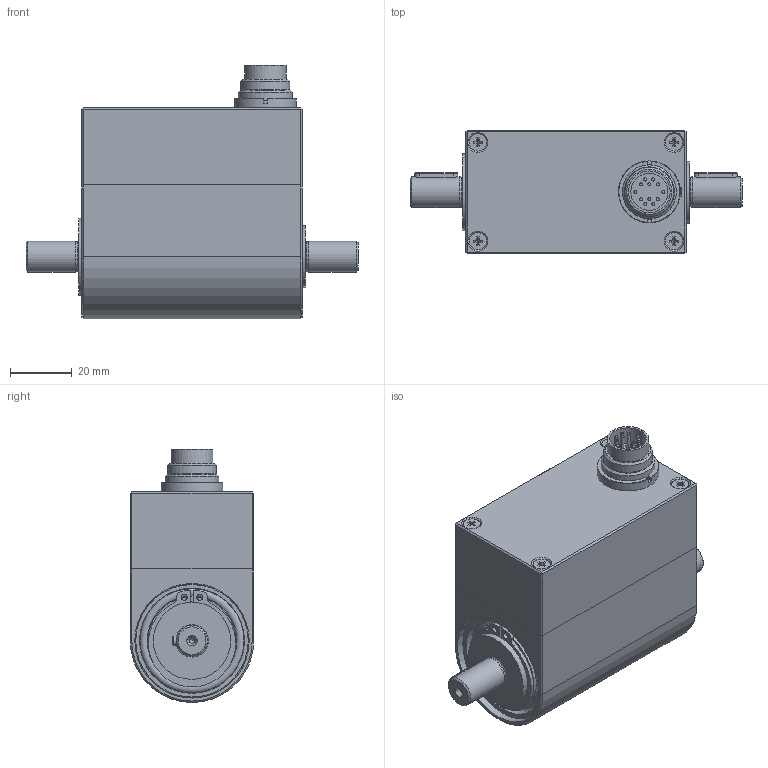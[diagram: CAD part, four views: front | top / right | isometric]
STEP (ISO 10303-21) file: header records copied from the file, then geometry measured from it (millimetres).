
FILE_DESCRIPTION( ( 'Unknown' ), '1' );
FILE_NAME( '2318-Z08_DOC-00101672.stp', 'Unknown', ( 'Unknown' ), ( 'Unknown' ), 'PSStep 17.0.49', 'Unknown', ' ' );
FILE_SCHEMA( ( 'AUTOMOTIVE_DESIGN { 1 0 10303 214 1 1 1 1 }' ) );
Length unit declared in the file: millimetre
Products named in the file (26): 2318-B01_Gehäusedeckel_DOC-00070626; 2318-001_DOC-00070613; Senkschraube DIN 965-M3x30-H; Senkschraube DIN 965-M3x30-H-oa0; Senkschraube DIN 965-M3x30-H-oa1; Senkschraube DIN 965-M3x30-H-oa2; 2155-b03_doc-00037909; 2155-002_doc-00037341; Sicherungsring DIN 472-32x1,2-T1; INA-20x32x7-61804 2RS; 2531-B11_DOC-00076826; 2531-011_DOC-00076827; Sicherungsring DIN 471-25x1,2-T1; INA-25x37x7-61805; Sicherungsring DIN 471-20x1,2-T1; paßfeder a3x3x14 din 6885; paßfeder a3x3x14 din 6885-oa3; Assem1; flanschstecker 12-polig serie 723; mutter_09-0323-89-06_DOC-00067592
Assembly tree (25 placements, depth 3):
  Assem1
    flanschstecker 12-polig serie 723
    mutter_09-0323-89-06_DOC-00067592
    2155-b03_doc-00037909
      2155-002_doc-00037341
      Sicherungsring DIN 472-32x1,2-T1
      INA-20x32x7-61804 2RS
      INA-20x32x7-61804 2RS
      INA-20x32x7-61804 2RS
      INA-20x32x7-61804 2RS
      INA-20x32x7-61804 2RS
    2318-B01_Gehäusedeckel_DOC-00070626
      2318-001_DOC-00070613
      Senkschraube DIN 965-M3x30-H
      Senkschraube DIN 965-M3x30-H-oa0
      Senkschraube DIN 965-M3x30-H-oa1
      Senkschraube DIN 965-M3x30-H-oa2
    2531-B11_DOC-00076826
      2531-011_DOC-00076827
      Sicherungsring DIN 471-25x1,2-T1
      INA-25x37x7-61805
      INA-25x37x7-61805
      INA-25x37x7-61805
      Sicherungsring DIN 471-20x1,2-T1
      paßfeder a3x3x14 din 6885
      paßfeder a3x3x14 din 6885-oa3
Bounding box: 107.5 x 40 x 81.95 mm (x, y, z)
Volume: 142011.7 mm3; surface area: 57798.9 mm2
Topology: 22 solids, 24 shells, 430 faces, 934 edges, 601 vertices
Faces by surface type: plane 197, cylinder 159, cone 44, torus 30
Full cylindrical faces by diameter (mm): 1 x24, 1.6 x2, 2 x4, 2.387 x4, 2.5 x2, 3 x4, 3.242 x4, 3.4 x4, 5.6 x4, 10 x2, 12 x1, 13.5 x1, 15 x1, 15.875 x1, 17.188 x1, 17.462 x1, 17.8 x1, 19 x1, 20 x5, 22 x1, 23.9 x2, 24.031 x2, 25 x4, 28.982 x2, 29.02 x4, 29.48 x2, 29.5 x2, 32 x3, 32.1 x1, 33.7 x4
Entity records: 14582 total; most frequent: DIRECTION 2006, CARTESIAN_POINT 1853, ORIENTED_EDGE 1444, AXIS2_PLACEMENT_3D 833, EDGE_CURVE 722, EDGE_LOOP 678, VERTEX_POINT 560, FACE_OUTER_BOUND 543
